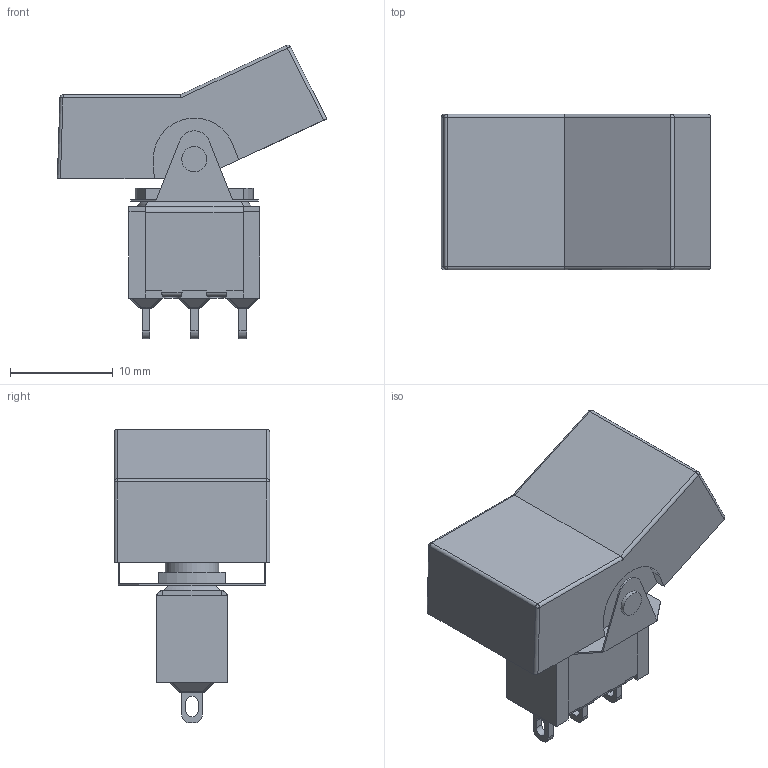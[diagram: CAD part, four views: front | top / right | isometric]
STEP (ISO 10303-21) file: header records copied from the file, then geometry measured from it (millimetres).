
FILE_DESCRIPTION(/* description */ (''),/* implementation_level */ '2;1');
FILE_NAME(/* name */ '300SPxJ3xxxM1xE.stp',/* time_stamp */ '2026-01-23T19:52:23-06:00',/* author */ ('jmeyers'),/* organization */ (''),/* preprocessor_version */ 'ST-DEVELOPER v18.1',/* originating_system */ 'Autodesk Inventor 2022',/* authorisation */ '');
FILE_SCHEMA (('AUTOMOTIVE_DESIGN { 1 0 10303 214 3 1 1 }'));
Length unit declared in the file: inch
Products named in the file (1): Part18
Bounding box: 26.16 x 15.11 x 28.54 mm (x, y, z)
Volume: 2159.3 mm3; surface area: 3000.2 mm2
Topology: 1 solids, 3 shells, 276 faces, 688 edges, 414 vertices
Faces by surface type: plane 184, cylinder 74, sphere 16, torus 2
Full cylindrical faces by diameter (mm): 2.45 x4, 3.2 x1, 5.2 x1
Entity records: 8037 total; most frequent: CARTESIAN_POINT 1407, DIRECTION 1380, ORIENTED_EDGE 1344, EDGE_CURVE 672, LINE 510, VECTOR 510, AXIS2_PLACEMENT_3D 435, VERTEX_POINT 414
